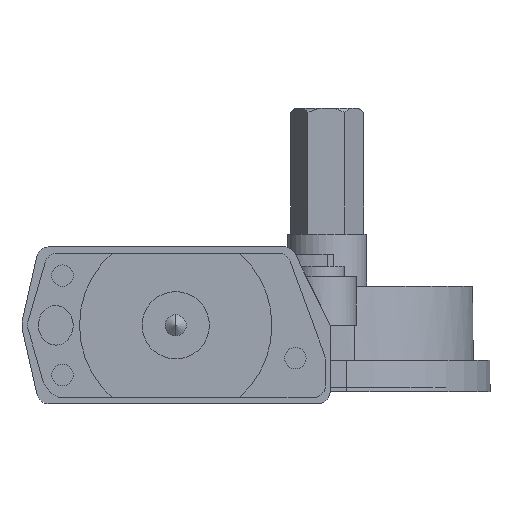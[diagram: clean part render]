
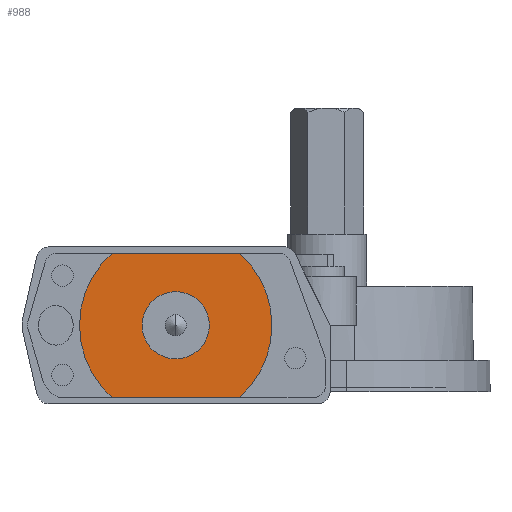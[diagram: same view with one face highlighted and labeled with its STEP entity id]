
A CAD part, left-side view. The second image highlights one B-rep face of the part: STEP entity #988.
In plain terms, the highlighted face is planar.
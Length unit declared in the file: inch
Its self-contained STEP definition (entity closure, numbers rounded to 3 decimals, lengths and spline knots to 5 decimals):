
#223 = EDGE_CURVE ( 'NONE', #3187, #3359, #1740, .T. ) ;
#225 = CARTESIAN_POINT ( 'NONE',  ( 0., 0., 0. ) ) ;
#455 = CIRCLE ( 'NONE', #4372, 0.266 ) ;
#544 = DIRECTION ( 'NONE',  ( 1., 0., 0. ) ) ;
#656 = CIRCLE ( 'NONE', #4580, 0.76 ) ;
#700 = VECTOR ( 'NONE', #6040, 39.37008 ) ;
#709 = DIRECTION ( 'NONE',  ( 0., 0., 1. ) ) ;
#800 = CARTESIAN_POINT ( 'NONE',  ( 0., 0., 0. ) ) ;
#811 = DIRECTION ( 'NONE',  ( 0., 0., 1. ) ) ;
#930 = CARTESIAN_POINT ( 'NONE',  ( 0.266, 0., 0. ) ) ;
#988 = ADVANCED_FACE ( 'NONE', ( #3735, #5877 ), #1062, .T. ) ;
#1062 = PLANE ( 'NONE',  #6546 ) ;
#1126 = CARTESIAN_POINT ( 'NONE',  ( -0.57, -0.50269, 0. ) ) ;
#1177 = ORIENTED_EDGE ( 'NONE', *, *, #1521, .T. ) ;
#1521 = EDGE_CURVE ( 'NONE', #6224, #2675, #1816, .T. ) ;
#1721 = ORIENTED_EDGE ( 'NONE', *, *, #4104, .T. ) ;
#1740 = LINE ( 'NONE', #3890, #700 ) ;
#1754 = CARTESIAN_POINT ( 'NONE',  ( 0., 0., 0. ) ) ;
#1816 = LINE ( 'NONE', #3964, #5175 ) ;
#2395 = EDGE_CURVE ( 'NONE', #3749, #5011, #455, .T. ) ;
#2417 = CIRCLE ( 'NONE', #6348, 0.76 ) ;
#2675 = VERTEX_POINT ( 'NONE', #1126 ) ;
#2837 = DIRECTION ( 'NONE',  ( 1., 0., 0. ) ) ;
#2932 = DIRECTION ( 'NONE',  ( 0., 0., 1. ) ) ;
#2945 = DIRECTION ( 'NONE',  ( 1., 0., 0. ) ) ;
#3161 = ORIENTED_EDGE ( 'NONE', *, *, #2395, .F. ) ;
#3187 = VERTEX_POINT ( 'NONE', #3324 ) ;
#3200 = CARTESIAN_POINT ( 'NONE',  ( 0., -1.67757, 0. ) ) ;
#3203 = ORIENTED_EDGE ( 'NONE', *, *, #223, .T. ) ;
#3324 = CARTESIAN_POINT ( 'NONE',  ( 0.57, -0.50269, 0. ) ) ;
#3326 = EDGE_LOOP ( 'NONE', ( #3161, #3537 ) ) ;
#3341 = EDGE_CURVE ( 'NONE', #3359, #6224, #656, .T. ) ;
#3359 = VERTEX_POINT ( 'NONE', #5643 ) ;
#3537 = ORIENTED_EDGE ( 'NONE', *, *, #5236, .F. ) ;
#3604 = CARTESIAN_POINT ( 'NONE',  ( -0.57, 0.50269, 0. ) ) ;
#3735 = FACE_OUTER_BOUND ( 'NONE', #6252, .T. ) ;
#3749 = VERTEX_POINT ( 'NONE', #5499 ) ;
#3776 = AXIS2_PLACEMENT_3D ( 'NONE', #1754, #3900, #6049 ) ;
#3890 = CARTESIAN_POINT ( 'NONE',  ( 0.57, -1.67757, 0. ) ) ;
#3900 = DIRECTION ( 'NONE',  ( 0., 0., 1. ) ) ;
#3964 = CARTESIAN_POINT ( 'NONE',  ( -0.57, -1.67757, 0. ) ) ;
#4047 = ORIENTED_EDGE ( 'NONE', *, *, #3341, .T. ) ;
#4104 = EDGE_CURVE ( 'NONE', #2675, #3187, #2417, .T. ) ;
#4372 = AXIS2_PLACEMENT_3D ( 'NONE', #5516, #709, #2837 ) ;
#4580 = AXIS2_PLACEMENT_3D ( 'NONE', #800, #2932, #5082 ) ;
#5011 = VERTEX_POINT ( 'NONE', #930 ) ;
#5082 = DIRECTION ( 'NONE',  ( 1., 0., 0. ) ) ;
#5175 = VECTOR ( 'NONE', #6108, 39.37008 ) ;
#5236 = EDGE_CURVE ( 'NONE', #5011, #3749, #6822, .T. ) ;
#5352 = DIRECTION ( 'NONE',  ( 0., 0., 1. ) ) ;
#5499 = CARTESIAN_POINT ( 'NONE',  ( -0.266, 0., 0. ) ) ;
#5516 = CARTESIAN_POINT ( 'NONE',  ( 0., 0., 0. ) ) ;
#5643 = CARTESIAN_POINT ( 'NONE',  ( 0.57, 0.50269, 0. ) ) ;
#5877 = FACE_BOUND ( 'NONE', #3326, .T. ) ;
#6040 = DIRECTION ( 'NONE',  ( 0., 1., 0. ) ) ;
#6049 = DIRECTION ( 'NONE',  ( 1., 0., 0. ) ) ;
#6108 = DIRECTION ( 'NONE',  ( 0., -1., 0. ) ) ;
#6224 = VERTEX_POINT ( 'NONE', #3604 ) ;
#6252 = EDGE_LOOP ( 'NONE', ( #3203, #4047, #1177, #1721 ) ) ;
#6348 = AXIS2_PLACEMENT_3D ( 'NONE', #225, #811, #2945 ) ;
#6546 = AXIS2_PLACEMENT_3D ( 'NONE', #3200, #5352, #544 ) ;
#6822 = CIRCLE ( 'NONE', #3776, 0.266 ) ;
